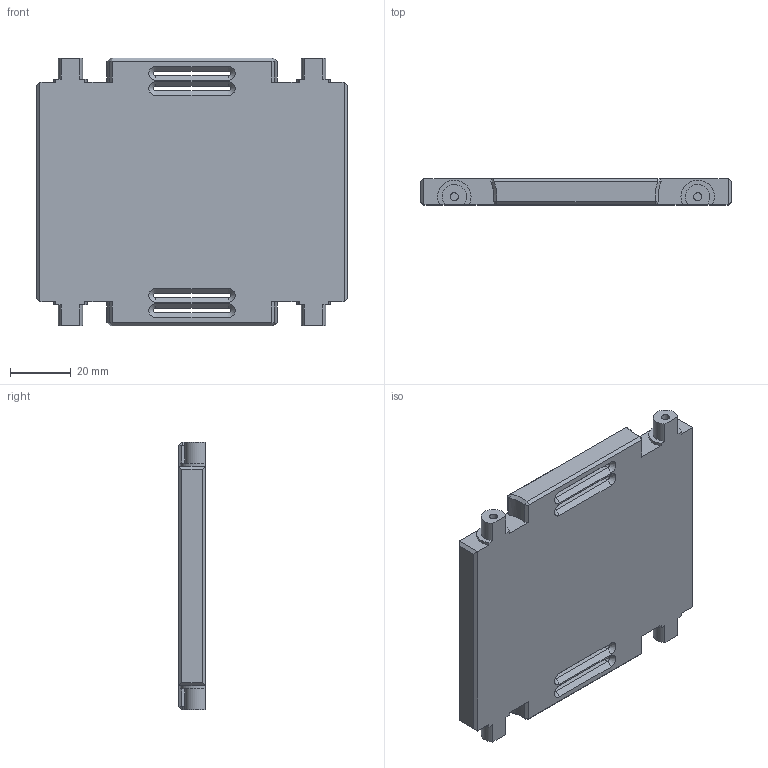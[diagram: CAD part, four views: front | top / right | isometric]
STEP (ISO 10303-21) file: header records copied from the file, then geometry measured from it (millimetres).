
FILE_DESCRIPTION(('FreeCAD Model'),'2;1');
FILE_NAME('tension-carriage-bottom.step', '2020-11-23T15:32:56',(''),(''),'Open CASCADE STEP processor 7.3', 'FreeCAD','Unknown');
FILE_SCHEMA(('AUTOMOTIVE_DESIGN { 1 0 10303 214 1 1 1 1 }'));
Length unit declared in the file: millimetre
Products named in the file (1): Fusion
Bounding box: 102 x 8.67 x 88 mm (x, y, z)
Volume: 70240.2 mm3; surface area: 22127.6 mm2
Topology: 1 solids, 1 shells, 118 faces, 292 edges, 180 vertices
Faces by surface type: plane 68, cylinder 24, cone 20, bspline 6
Full cylindrical faces by diameter (mm): 2.7 x4
Entity records: 8249 total; most frequent: CARTESIAN_POINT 1702, DIRECTION 1025, LINE 587, VECTOR 587, ORIENTED_EDGE 584, PCURVE 584, DEFINITIONAL_REPRESENTATION 584, EDGE_CURVE 292
